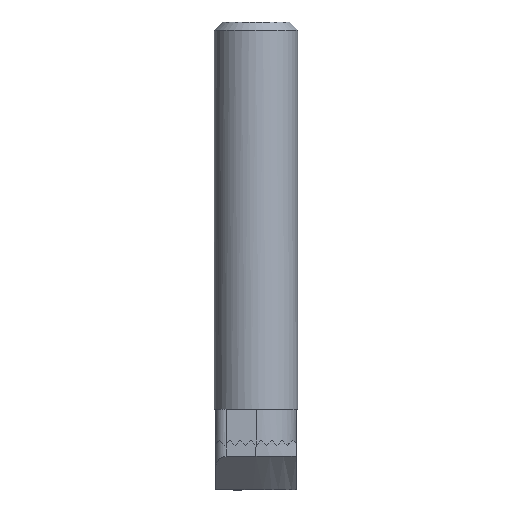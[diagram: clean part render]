
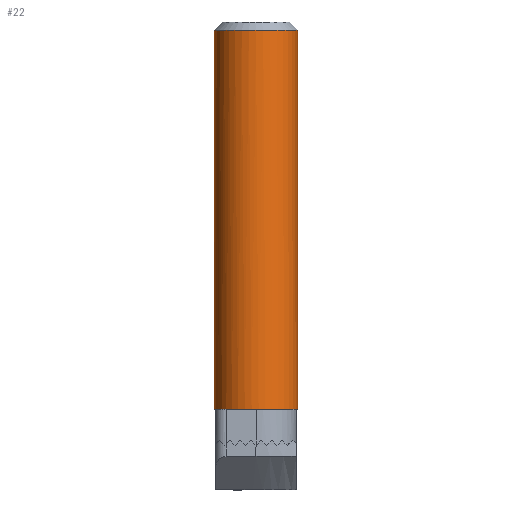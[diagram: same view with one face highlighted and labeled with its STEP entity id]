
A CAD part, front view. The second image highlights one B-rep face of the part: STEP entity #22.
In plain terms, the highlighted cylindrical face has radius 4 mm (diameter 8 mm), a partial arc.
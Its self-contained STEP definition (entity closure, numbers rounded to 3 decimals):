
#10 = CARTESIAN_POINT ( 'NONE',  ( 4., 0., 20. ) ) ;
#11 = AXIS2_PLACEMENT_3D ( 'NONE', #1256, #1672, #2574 ) ;
#22 = ADVANCED_FACE ( 'NONE', ( #690 ), #1454, .T. ) ;
#119 = DIRECTION ( 'NONE',  ( -1., 0., 0. ) ) ;
#151 = VECTOR ( 'NONE', #1985, 1000. ) ;
#241 = EDGE_CURVE ( 'NONE', #1084, #2015, #1721, .T. ) ;
#245 = VECTOR ( 'NONE', #2316, 1000. ) ;
#299 = CARTESIAN_POINT ( 'NONE',  ( 4., 0., 39.233 ) ) ;
#360 = ORIENTED_EDGE ( 'NONE', *, *, #1379, .T. ) ;
#364 = CARTESIAN_POINT ( 'NONE',  ( 0., 0., 3. ) ) ;
#389 = EDGE_CURVE ( 'NONE', #1794, #2182, #579, .T. ) ;
#448 = AXIS2_PLACEMENT_3D ( 'NONE', #1431, #1628, #119 ) ;
#519 = ORIENTED_EDGE ( 'NONE', *, *, #677, .T. ) ;
#579 = LINE ( 'NONE', #10, #245 ) ;
#671 = ORIENTED_EDGE ( 'NONE', *, *, #241, .T. ) ;
#677 = EDGE_CURVE ( 'NONE', #1812, #2182, #2134, .T. ) ;
#681 = CARTESIAN_POINT ( 'NONE',  ( -3.85, -1.085, 3. ) ) ;
#690 = FACE_OUTER_BOUND ( 'NONE', #2052, .T. ) ;
#817 = AXIS2_PLACEMENT_3D ( 'NONE', #1179, #2648, #1396 ) ;
#937 = AXIS2_PLACEMENT_3D ( 'NONE', #364, #1426, #1465 ) ;
#1084 = VERTEX_POINT ( 'NONE', #1199 ) ;
#1179 = CARTESIAN_POINT ( 'NONE',  ( 0., 0., 20. ) ) ;
#1191 = ORIENTED_EDGE ( 'NONE', *, *, #1538, .T. ) ;
#1199 = CARTESIAN_POINT ( 'NONE',  ( -4., 0., 3. ) ) ;
#1233 = CARTESIAN_POINT ( 'NONE',  ( -4., 0., 39.233 ) ) ;
#1256 = CARTESIAN_POINT ( 'NONE',  ( 0., 0., 3. ) ) ;
#1288 = CIRCLE ( 'NONE', #937, 4. ) ;
#1379 = EDGE_CURVE ( 'NONE', #2217, #1084, #2605, .T. ) ;
#1396 = DIRECTION ( 'NONE',  ( -1., 0., 0. ) ) ;
#1404 = AXIS2_PLACEMENT_3D ( 'NONE', #1636, #2040, #2668 ) ;
#1426 = DIRECTION ( 'NONE',  ( 0., 0., 1. ) ) ;
#1431 = CARTESIAN_POINT ( 'NONE',  ( 0., 0., 3. ) ) ;
#1454 = CYLINDRICAL_SURFACE ( 'NONE', #817, 4. ) ;
#1465 = DIRECTION ( 'NONE',  ( -1., 0., 0. ) ) ;
#1538 = EDGE_CURVE ( 'NONE', #2015, #1812, #1288, .T. ) ;
#1628 = DIRECTION ( 'NONE',  ( 0., 0., 1. ) ) ;
#1636 = CARTESIAN_POINT ( 'NONE',  ( 0., 0., 39.233 ) ) ;
#1672 = DIRECTION ( 'NONE',  ( 0., 0., 1. ) ) ;
#1721 = CIRCLE ( 'NONE', #11, 4. ) ;
#1794 = VERTEX_POINT ( 'NONE', #299 ) ;
#1812 = VERTEX_POINT ( 'NONE', #2402 ) ;
#1964 = CIRCLE ( 'NONE', #1404, 4. ) ;
#1985 = DIRECTION ( 'NONE',  ( 0., 0., -1. ) ) ;
#2015 = VERTEX_POINT ( 'NONE', #681 ) ;
#2040 = DIRECTION ( 'NONE',  ( 0., 0., -1. ) ) ;
#2052 = EDGE_LOOP ( 'NONE', ( #2328, #2090, #360, #671, #1191, #519 ) ) ;
#2090 = ORIENTED_EDGE ( 'NONE', *, *, #2458, .T. ) ;
#2134 = CIRCLE ( 'NONE', #448, 4. ) ;
#2182 = VERTEX_POINT ( 'NONE', #2715 ) ;
#2217 = VERTEX_POINT ( 'NONE', #1233 ) ;
#2316 = DIRECTION ( 'NONE',  ( 0., 0., -1. ) ) ;
#2328 = ORIENTED_EDGE ( 'NONE', *, *, #389, .F. ) ;
#2402 = CARTESIAN_POINT ( 'NONE',  ( -1.085, -3.85, 3. ) ) ;
#2458 = EDGE_CURVE ( 'NONE', #1794, #2217, #1964, .T. ) ;
#2574 = DIRECTION ( 'NONE',  ( -1., 0., 0. ) ) ;
#2605 = LINE ( 'NONE', #2622, #151 ) ;
#2622 = CARTESIAN_POINT ( 'NONE',  ( -4., 0., 20. ) ) ;
#2648 = DIRECTION ( 'NONE',  ( 0., 0., -1. ) ) ;
#2668 = DIRECTION ( 'NONE',  ( -1., 0., 0. ) ) ;
#2715 = CARTESIAN_POINT ( 'NONE',  ( 4., 0., 3. ) ) ;
